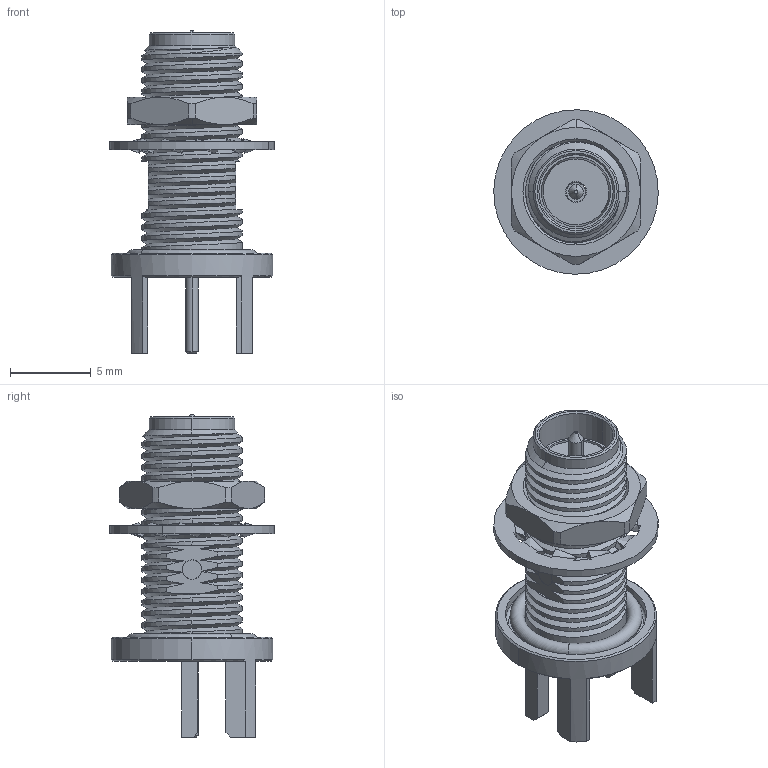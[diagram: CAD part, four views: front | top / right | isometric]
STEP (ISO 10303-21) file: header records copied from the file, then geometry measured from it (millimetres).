
FILE_DESCRIPTION (( 'STEP AP214' ), '1' );
FILE_NAME ('31-462-2-D3-1.6.STEP', '2024-05-16T18:10:54', ( '' ), ( '' ), 'SwSTEP 2.0', 'SolidWorks 2023', '' );
FILE_SCHEMA (( 'AUTOMOTIVE_DESIGN' ));
Length unit declared in the file: millimetre
Products named in the file (1): 31-462-2-D3-1.6
Bounding box: 10.2 x 10.2 x 20 mm (x, y, z)
Surface area: 1082.7 mm2 (no closed solid volume)
Topology: 0 solids, 10 shells, 272 faces, 725 edges, 466 vertices
Faces by surface type: plane 85, cylinder 79, bspline 59, cone 41, torus 8
Entity records: 18180 total; most frequent: CARTESIAN_POINT 12040, ORIENTED_EDGE 1405, DIRECTION 1078, EDGE_CURVE 725, VERTEX_POINT 466, AXIS2_PLACEMENT_3D 377, VECTOR 324, LINE 324
